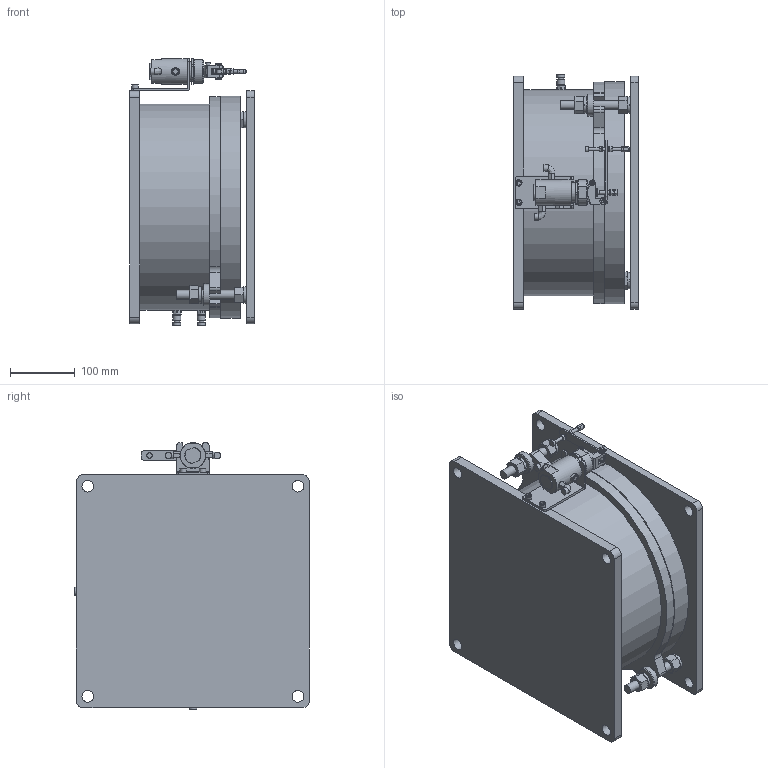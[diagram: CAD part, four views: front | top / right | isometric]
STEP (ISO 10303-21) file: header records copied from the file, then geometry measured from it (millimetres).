
FILE_DESCRIPTION (( 'STEP AP203' ), '1' );
FILE_NAME ('516471.STEP', '2025-01-03T04:19:20', ( 'Windows User' ), ( 'P R C' ), 'SwSTEP 2.0', 'SolidWorks 2020', '' );
FILE_SCHEMA (( 'CONFIG_CONTROL_DESIGN' ));
Length unit declared in the file: millimetre
Products named in the file (1): 516471
Bounding box: 193 x 362.75 x 412.75 mm (x, y, z)
Surface area: 883575.5 mm2 (no closed solid volume)
Topology: 0 solids, 66 shells, 472 faces, 1456 edges, 1041 vertices
Faces by surface type: plane 264, cylinder 139, cone 52, bspline 16, torus 1
Full cylindrical faces by diameter (mm): 5 x5, 6 x3, 7 x2, 7.5 x1, 8 x4, 8.1 x3, 8.45 x3, 8.5 x1, 9 x2, 9.7 x3, 10 x3, 10.4 x3, 11 x6, 11.5 x1, 12 x3, 12.6 x3, 12.7 x3, 13 x1, 14 x2, 18 x10, 25.1 x4, 30 x1, 34 x2, 40 x1, 318.5 x1, 343 x1
Entity records: 29279 total; most frequent: CARTESIAN_POINT 17629, DIRECTION 2141, ORIENTED_EDGE 2101, EDGE_CURVE 1306, VERTEX_POINT 997, AXIS2_PLACEMENT_3D 802, EDGE_LOOP 705, FACE_OUTER_BOUND 551
